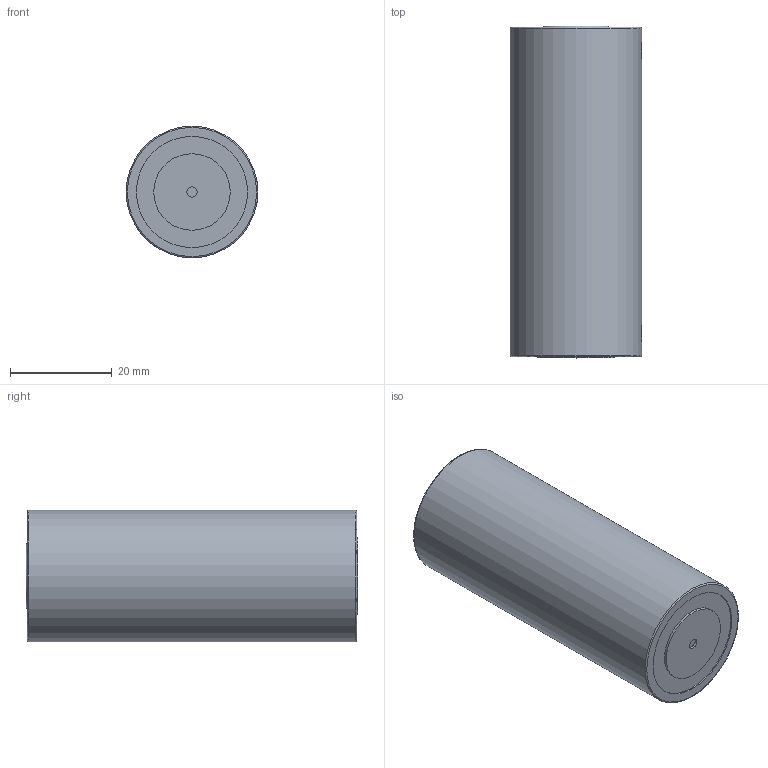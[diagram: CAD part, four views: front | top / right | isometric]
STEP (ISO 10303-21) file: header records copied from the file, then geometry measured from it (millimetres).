
FILE_DESCRIPTION(/* description */ (''),/* implementation_level */ '2;1');
FILE_NAME(/* name */ 'A123 - ANR26650 M1B.stp',/* time_stamp */ '2019-10-14T01:02:16-04:00',/* author */ ('ASUS'),/* organization */ (''),/* preprocessor_version */ 'ST-DEVELOPER v16.5',/* originating_system */ 'Autodesk Inventor 2017',/* authorisation */ '');
FILE_SCHEMA (('AUTOMOTIVE_DESIGN { 1 0 10303 214 3 1 1 }'));
Length unit declared in the file: millimetre
Products named in the file (1): A123 - ANR26650 M1B
Bounding box: 25.85 x 65.15 x 25.85 mm (x, y, z)
Volume: 33889.1 mm3; surface area: 6364.7 mm2
Topology: 1 solids, 1 shells, 40 faces, 81 edges, 53 vertices
Faces by surface type: plane 24, cylinder 13, torus 3
Full cylindrical faces by diameter (mm): 2 x2, 4 x2, 12.9 x1, 15 x1, 21.85 x2, 25.85 x1
Entity records: 1187 total; most frequent: CARTESIAN_POINT 295, DIRECTION 180, ORIENTED_EDGE 138, AXIS2_PLACEMENT_3D 74, EDGE_CURVE 69, EDGE_LOOP 62, VERTEX_POINT 53, FACE_OUTER_BOUND 40
